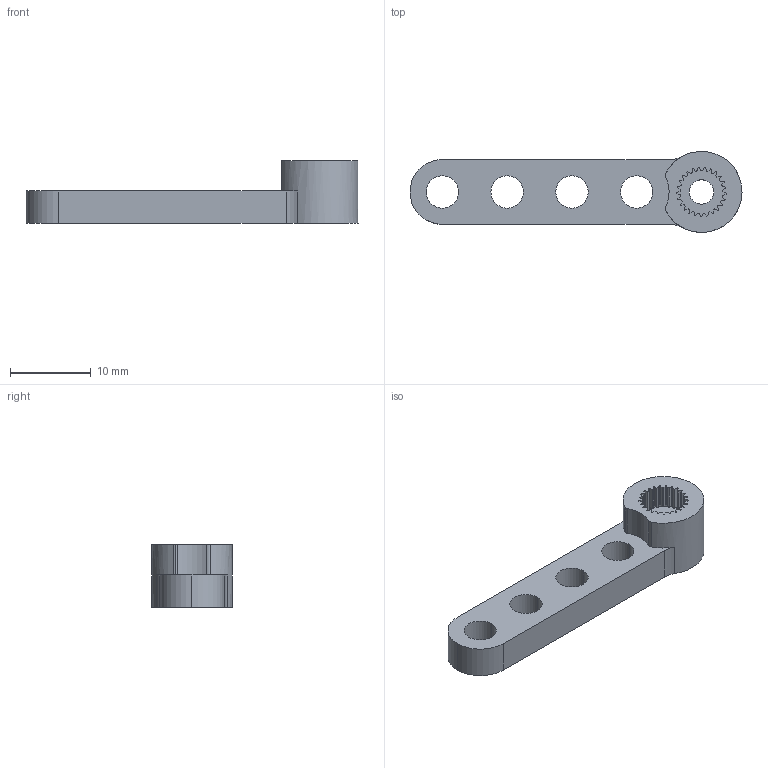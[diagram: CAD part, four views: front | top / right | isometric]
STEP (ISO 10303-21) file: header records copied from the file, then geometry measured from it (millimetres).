
FILE_DESCRIPTION(('Open CASCADE Model'),'2;1');
FILE_NAME('Open CASCADE Shape Model','2023-08-02T22:12:38',('Author'),( 'Open CASCADE'),'Open CASCADE STEP processor 7.7','Open CASCADE 7.7' ,'Unknown');
FILE_SCHEMA(('AUTOMOTIVE_DESIGN { 1 0 10303 214 1 1 1 1 }'));
Length unit declared in the file: millimetre
Products named in the file (1): Open CASCADE STEP translator 7.7 1
Bounding box: 41 x 10 x 7.75 mm (x, y, z)
Volume: 1157.7 mm3; surface area: 1428.4 mm2
Topology: 1 solids, 1 shells, 131 faces, 378 edges, 252 vertices
Faces by surface type: cylinder 73, plane 58
Entity records: 4390 total; most frequent: DIRECTION 790, CARTESIAN_POINT 762, ORIENTED_EDGE 756, EDGE_CURVE 378, AXIS2_PLACEMENT_3D 280, VERTEX_POINT 252, LINE 230, VECTOR 230
